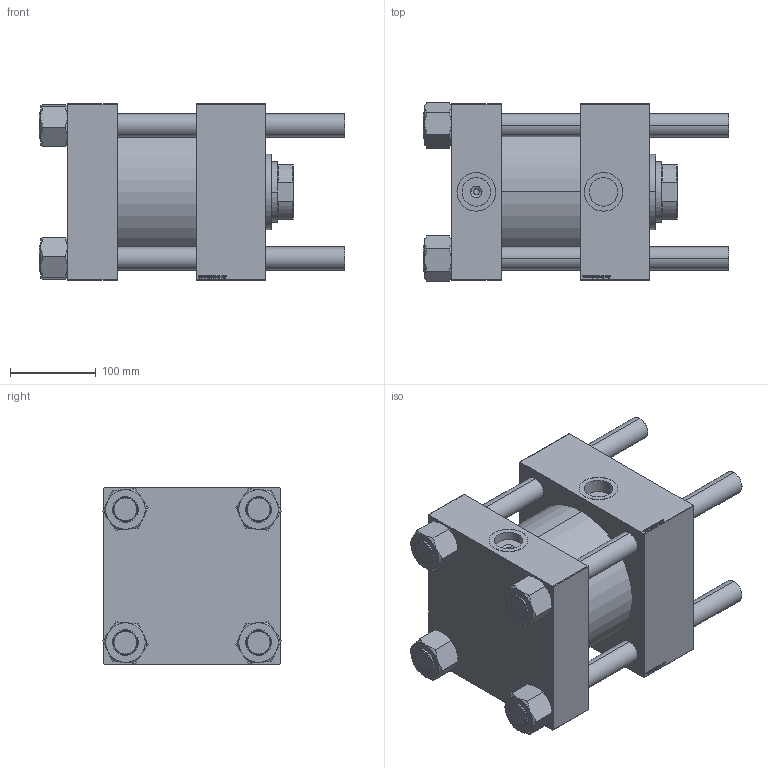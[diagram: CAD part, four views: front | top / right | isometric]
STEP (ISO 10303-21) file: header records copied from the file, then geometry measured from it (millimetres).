
FILE_DESCRIPTION (( 'STEP AP203' ), '1' );
FILE_NAME ('10d7.STEP', '2022-04-16T13:33:11', ( '' ), ( '' ), 'SwSTEP 2.0', 'SolidWorks 2019', '' );
FILE_SCHEMA (( 'CONFIG_CONTROL_DESIGN' ));
Length unit declared in the file: millimetre
Products named in the file (6): NUT_M5_B bbe50d6908322198f2dd6ae2c0ccc40e; 10d7; V215CR_VCP_B bbe50d6908322198f2dd6ae2c0ccc40e; V215CR_B_TYCINKA bbe50d6908322198f2dd6ae2c0ccc40e; V215_VC_A bbe50d6908322198f2dd6ae2c0ccc40e; V215CR_B-1 bbe50d6908322198f2dd6ae2c0ccc40e
Assembly tree (11 placements, depth 2):
  10d7
    V215CR_B-1 bbe50d6908322198f2dd6ae2c0ccc40e
    V215CR_VCP_B bbe50d6908322198f2dd6ae2c0ccc40e
    NUT_M5_B bbe50d6908322198f2dd6ae2c0ccc40e  x4
    V215CR_B_TYCINKA bbe50d6908322198f2dd6ae2c0ccc40e  x4
    V215_VC_A bbe50d6908322198f2dd6ae2c0ccc40e
Bounding box: 356 x 207.94 x 205 mm (x, y, z)
Volume: 7752571.2 mm3; surface area: 754028.3 mm2
Topology: 11 solids, 11 shells, 1212 faces, 3102 edges, 2021 vertices
Faces by surface type: bspline 504, plane 482, cone 136, cylinder 82, torus 8
Entity records: 57426 total; most frequent: CARTESIAN_POINT 34152, ORIENTED_EDGE 5468, DIRECTION 3030, EDGE_CURVE 2734, VERTEX_POINT 1799, LINE 1468, VECTOR 1468, EDGE_LOOP 1181
